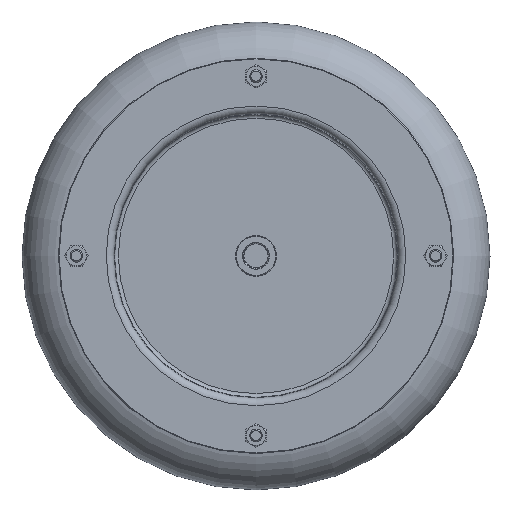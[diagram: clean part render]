
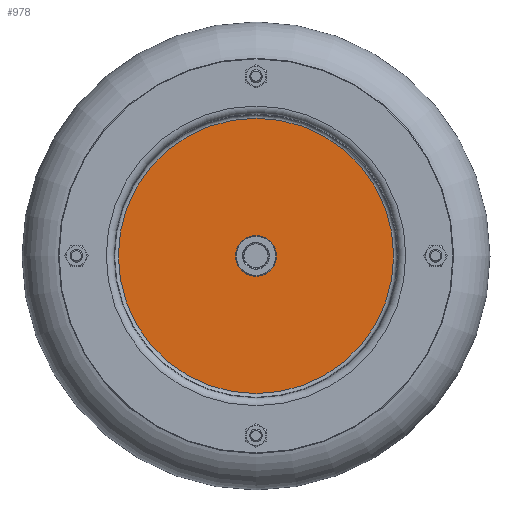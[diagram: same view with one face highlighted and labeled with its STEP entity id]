
A CAD part, top view. The second image highlights one B-rep face of the part: STEP entity #978.
In plain terms, the highlighted planar face has unit normal (0, 0, 1).
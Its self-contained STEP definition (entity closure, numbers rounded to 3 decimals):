
#843=PLANE('',#4652);
#978=ADVANCED_FACE('',(#1499,#1500),#843,.T.);
#1499=FACE_BOUND('',#1861,.T.);
#1500=FACE_BOUND('',#1862,.T.);
#1861=EDGE_LOOP('',(#2391));
#1862=EDGE_LOOP('',(#2392));
#2391=ORIENTED_EDGE('',*,*,#3805,.F.);
#2392=ORIENTED_EDGE('',*,*,#3804,.T.);
#3423=VERTEX_POINT('',#6603);
#3424=VERTEX_POINT('',#6606);
#3804=EDGE_CURVE('',#3423,#3423,#4335,.T.);
#3805=EDGE_CURVE('',#3424,#3424,#4336,.T.);
#4335=CIRCLE('',#4649,108.326);
#4336=CIRCLE('',#4651,13.5);
#4649=AXIS2_PLACEMENT_3D('',#6602,#5339,#5340);
#4651=AXIS2_PLACEMENT_3D('',#6605,#5343,#5344);
#4652=AXIS2_PLACEMENT_3D('',#6607,#5345,#5346);
#5339=DIRECTION('',(0.,0.,1.));
#5340=DIRECTION('',(1.,0.,0.));
#5343=DIRECTION('',(0.,0.,1.));
#5344=DIRECTION('',(1.,0.,0.));
#5345=DIRECTION('',(0.,0.,1.));
#5346=DIRECTION('',(1.,0.,0.));
#6602=CARTESIAN_POINT('',(0.,0.,88.6));
#6603=CARTESIAN_POINT('',(108.326,0.,88.6));
#6605=CARTESIAN_POINT('',(0.,0.,88.6));
#6606=CARTESIAN_POINT('',(13.5,0.,88.6));
#6607=CARTESIAN_POINT('',(0.,0.,88.6));
